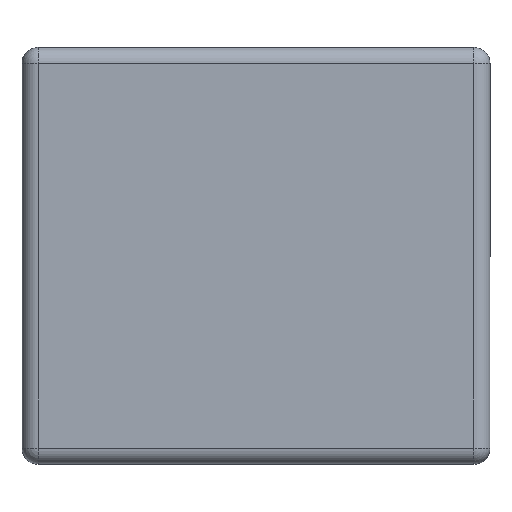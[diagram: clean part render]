
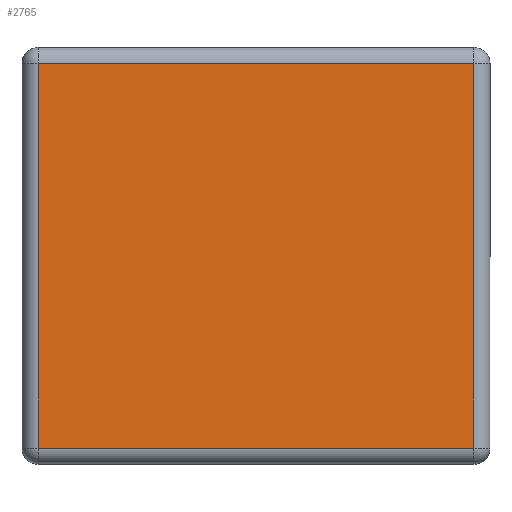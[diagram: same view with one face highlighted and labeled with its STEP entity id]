
A CAD part, top view. The second image highlights one B-rep face of the part: STEP entity #2765.
In plain terms, the highlighted planar face has unit normal (0, 0, 1).
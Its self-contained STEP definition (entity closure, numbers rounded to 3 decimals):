
#2428=CARTESIAN_POINT('',(13.6,12.0,16.5));
#2429=VERTEX_POINT('',#2428);
#2437=CARTESIAN_POINT('',(13.6,-12.,16.5));
#2438=VERTEX_POINT('',#2437);
#2439=CARTESIAN_POINT('',(13.6,12.0,16.5));
#2440=DIRECTION('',(0.0,-1.0,0.0));
#2441=VECTOR('',#2440,24.);
#2442=LINE('',#2439,#2441);
#2443=EDGE_CURVE('',#2429,#2438,#2442,.T.);
#2477=CARTESIAN_POINT('',(-13.6,-12.0,16.5));
#2478=VERTEX_POINT('',#2477);
#2479=CARTESIAN_POINT('',(13.6,-12.,16.5));
#2480=DIRECTION('',(-1.0,0.0,0.0));
#2481=VECTOR('',#2480,27.2);
#2482=LINE('',#2479,#2481);
#2483=EDGE_CURVE('',#2438,#2478,#2482,.T.);
#2517=CARTESIAN_POINT('',(-13.6,12.,16.5));
#2518=VERTEX_POINT('',#2517);
#2519=CARTESIAN_POINT('',(-13.6,-12.0,16.5));
#2520=DIRECTION('',(0.0,1.0,0.0));
#2521=VECTOR('',#2520,24.);
#2522=LINE('',#2519,#2521);
#2523=EDGE_CURVE('',#2478,#2518,#2522,.T.);
#2574=CARTESIAN_POINT('',(-13.6,12.,16.5));
#2575=DIRECTION('',(1.0,0.0,0.0));
#2576=VECTOR('',#2575,27.2);
#2577=LINE('',#2574,#2576);
#2578=EDGE_CURVE('',#2518,#2429,#2577,.T.);
#2754=CARTESIAN_POINT('',(0.,0.,16.5));
#2755=DIRECTION('',(0.0,0.0,1.0));
#2756=DIRECTION('',(0.0,-1.0,0.0));
#2757=AXIS2_PLACEMENT_3D('',#2754,#2755,#2756);
#2758=PLANE('',#2757);
#2759=ORIENTED_EDGE('',*,*,#2443,.F.);
#2760=ORIENTED_EDGE('',*,*,#2578,.F.);
#2761=ORIENTED_EDGE('',*,*,#2523,.F.);
#2762=ORIENTED_EDGE('',*,*,#2483,.F.);
#2763=EDGE_LOOP('',(#2759,#2760,#2761,#2762));
#2764=FACE_OUTER_BOUND('',#2763,.T.);
#2765=ADVANCED_FACE('',(#2764),#2758,.T.);
